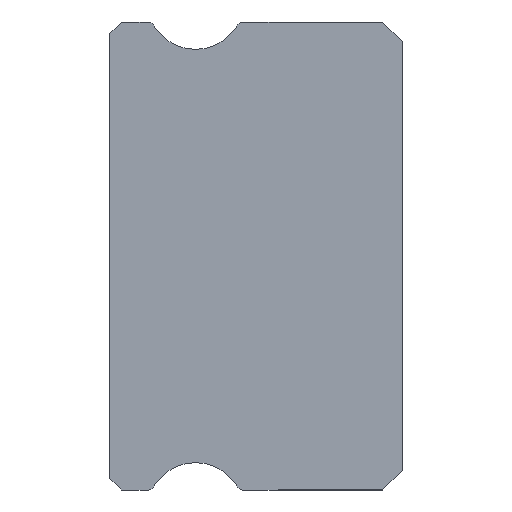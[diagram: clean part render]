
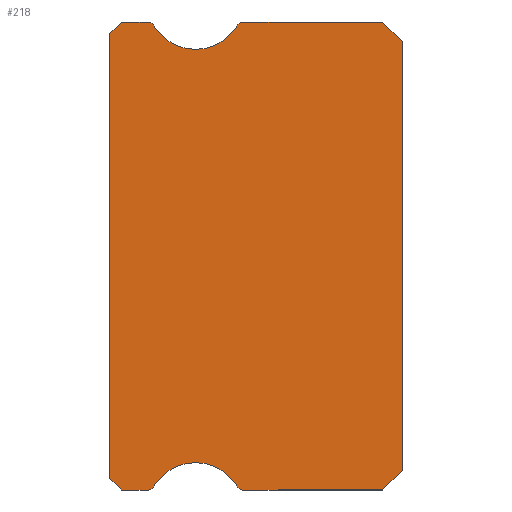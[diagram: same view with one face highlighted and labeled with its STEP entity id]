
A CAD part, left-side view. The second image highlights one B-rep face of the part: STEP entity #218.
In plain terms, the highlighted planar face has unit normal (-1, 0, 0).
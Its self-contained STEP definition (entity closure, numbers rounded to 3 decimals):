
#98 = CARTESIAN_POINT ( 'NONE',  ( -7.5, 4.088, 5.85 ) ) ;
#100 = VERTEX_POINT ( 'NONE', #457 ) ;
#113 = VERTEX_POINT ( 'NONE', #2210 ) ;
#145 = CARTESIAN_POINT ( 'NONE',  ( -7.5, 0., -5.5 ) ) ;
#169 = CARTESIAN_POINT ( 'NONE',  ( -7.5, 5.3, 5.3 ) ) ;
#177 = ORIENTED_EDGE ( 'NONE', *, *, #552, .T. ) ;
#180 = ORIENTED_EDGE ( 'NONE', *, *, #611, .F. ) ;
#194 = EDGE_CURVE ( 'NONE', #433, #328, #1322, .T. ) ;
#197 = VECTOR ( 'NONE', #2651, 1000. ) ;
#209 = CARTESIAN_POINT ( 'NONE',  ( -7.5, 6.512, -6. ) ) ;
#218 = ADVANCED_FACE ( 'NONE', ( #1606 ), #1184, .F. ) ;
#225 = ORIENTED_EDGE ( 'NONE', *, *, #2025, .F. ) ;
#252 = CARTESIAN_POINT ( 'NONE',  ( -7.5, 6.512, 5.85 ) ) ;
#268 = CARTESIAN_POINT ( 'NONE',  ( -7.5, 7.5, 5.85 ) ) ;
#269 = ORIENTED_EDGE ( 'NONE', *, *, #2221, .F. ) ;
#283 = AXIS2_PLACEMENT_3D ( 'NONE', #994, #963, #2288 ) ;
#305 = ORIENTED_EDGE ( 'NONE', *, *, #661, .T. ) ;
#314 = DIRECTION ( 'NONE',  ( 0., 0., -1. ) ) ;
#322 = CIRCLE ( 'NONE', #2684, 0.15 ) ;
#328 = VERTEX_POINT ( 'NONE', #781 ) ;
#360 = CIRCLE ( 'NONE', #1556, 1.25 ) ;
#381 = LINE ( 'NONE', #1898, #1285 ) ;
#392 = ORIENTED_EDGE ( 'NONE', *, *, #1692, .F. ) ;
#397 = EDGE_CURVE ( 'NONE', #2178, #1172, #1941, .T. ) ;
#417 = VECTOR ( 'NONE', #647, 1000. ) ;
#433 = VERTEX_POINT ( 'NONE', #478 ) ;
#457 = CARTESIAN_POINT ( 'NONE',  ( -7.5, 6.383, 5.925 ) ) ;
#467 = CIRCLE ( 'NONE', #283, 1.25 ) ;
#478 = CARTESIAN_POINT ( 'NONE',  ( -7.5, 0.5, 6. ) ) ;
#518 = CARTESIAN_POINT ( 'NONE',  ( -7.5, 4.217, 5.925 ) ) ;
#523 = LINE ( 'NONE', #1592, #2117 ) ;
#530 = VECTOR ( 'NONE', #902, 1000. ) ;
#532 = AXIS2_PLACEMENT_3D ( 'NONE', #98, #728, #713 ) ;
#552 = EDGE_CURVE ( 'NONE', #2696, #1764, #523, .T. ) ;
#594 = EDGE_CURVE ( 'NONE', #1414, #2178, #966, .T. ) ;
#611 = EDGE_CURVE ( 'NONE', #1660, #660, #2661, .T. ) ;
#647 = DIRECTION ( 'NONE',  ( 0., 0., 1. ) ) ;
#657 = DIRECTION ( 'NONE',  ( 1., 0., 0. ) ) ;
#660 = VERTEX_POINT ( 'NONE', #2159 ) ;
#661 = EDGE_CURVE ( 'NONE', #1764, #1465, #832, .T. ) ;
#671 = ORIENTED_EDGE ( 'NONE', *, *, #1511, .F. ) ;
#674 = DIRECTION ( 'NONE',  ( 0., 0., -1. ) ) ;
#711 = ORIENTED_EDGE ( 'NONE', *, *, #1363, .F. ) ;
#713 = DIRECTION ( 'NONE',  ( 0., 0., -1. ) ) ;
#728 = DIRECTION ( 'NONE',  ( 1., 0., 0. ) ) ;
#754 = ORIENTED_EDGE ( 'NONE', *, *, #594, .T. ) ;
#781 = CARTESIAN_POINT ( 'NONE',  ( -7.5, 0., 5.5 ) ) ;
#793 = VECTOR ( 'NONE', #1137, 1000. ) ;
#832 = LINE ( 'NONE', #1741, #2080 ) ;
#902 = DIRECTION ( 'NONE',  ( 0., 0.707, -0.707 ) ) ;
#912 = LINE ( 'NONE', #268, #417 ) ;
#932 = CARTESIAN_POINT ( 'NONE',  ( -7.5, 6.512, -5.85 ) ) ;
#937 = LINE ( 'NONE', #951, #2095 ) ;
#951 = CARTESIAN_POINT ( 'NONE',  ( -7.5, 0., 5.5 ) ) ;
#963 = DIRECTION ( 'NONE',  ( -1., 0., 0. ) ) ;
#966 = LINE ( 'NONE', #1833, #197 ) ;
#994 = CARTESIAN_POINT ( 'NONE',  ( -7.5, 5.3, 6.55 ) ) ;
#1013 = CIRCLE ( 'NONE', #2594, 0.15 ) ;
#1081 = CARTESIAN_POINT ( 'NONE',  ( -7.5, 4.088, -5.85 ) ) ;
#1084 = DIRECTION ( 'NONE',  ( -1., 0., 0. ) ) ;
#1132 = CARTESIAN_POINT ( 'NONE',  ( -7.5, 5.3, 6.55 ) ) ;
#1137 = DIRECTION ( 'NONE',  ( 0., -1., 0. ) ) ;
#1140 = CARTESIAN_POINT ( 'NONE',  ( -7.5, 7.5, 5.7 ) ) ;
#1158 = AXIS2_PLACEMENT_3D ( 'NONE', #2790, #1950, #674 ) ;
#1172 = VERTEX_POINT ( 'NONE', #1951 ) ;
#1184 = PLANE ( 'NONE',  #2521 ) ;
#1190 = ORIENTED_EDGE ( 'NONE', *, *, #194, .F. ) ;
#1191 = LINE ( 'NONE', #1630, #2825 ) ;
#1229 = ORIENTED_EDGE ( 'NONE', *, *, #2516, .F. ) ;
#1285 = VECTOR ( 'NONE', #2792, 1000. ) ;
#1290 = ORIENTED_EDGE ( 'NONE', *, *, #1906, .F. ) ;
#1294 = ORIENTED_EDGE ( 'NONE', *, *, #2063, .T. ) ;
#1313 = CARTESIAN_POINT ( 'NONE',  ( -7.5, 6.383, -5.925 ) ) ;
#1322 = LINE ( 'NONE', #2179, #2248 ) ;
#1345 = DIRECTION ( 'NONE',  ( 0., 0., -1. ) ) ;
#1361 = CARTESIAN_POINT ( 'NONE',  ( -7.5, 4.088, -6. ) ) ;
#1363 = EDGE_CURVE ( 'NONE', #2572, #1590, #381, .T. ) ;
#1380 = AXIS2_PLACEMENT_3D ( 'NONE', #252, #2189, #1771 ) ;
#1383 = CIRCLE ( 'NONE', #1158, 1.25 ) ;
#1414 = VERTEX_POINT ( 'NONE', #1560 ) ;
#1457 = DIRECTION ( 'NONE',  ( 0., 0., -1. ) ) ;
#1465 = VERTEX_POINT ( 'NONE', #209 ) ;
#1511 = EDGE_CURVE ( 'NONE', #660, #433, #1791, .T. ) ;
#1528 = ORIENTED_EDGE ( 'NONE', *, *, #1928, .F. ) ;
#1556 = AXIS2_PLACEMENT_3D ( 'NONE', #1132, #1084, #1994 ) ;
#1560 = CARTESIAN_POINT ( 'NONE',  ( -7.5, 6.512, 6. ) ) ;
#1573 = EDGE_CURVE ( 'NONE', #2696, #1172, #912, .T. ) ;
#1590 = VERTEX_POINT ( 'NONE', #2665 ) ;
#1592 = CARTESIAN_POINT ( 'NONE',  ( -7.5, 7.2, -6. ) ) ;
#1606 = FACE_OUTER_BOUND ( 'NONE', #2464, .T. ) ;
#1630 = CARTESIAN_POINT ( 'NONE',  ( -7.5, 6.512, -6. ) ) ;
#1642 = DIRECTION ( 'NONE',  ( 0., -1., 0. ) ) ;
#1660 = VERTEX_POINT ( 'NONE', #518 ) ;
#1692 = EDGE_CURVE ( 'NONE', #100, #1798, #467, .T. ) ;
#1741 = CARTESIAN_POINT ( 'NONE',  ( -7.5, 6.512, -6. ) ) ;
#1747 = CARTESIAN_POINT ( 'NONE',  ( -7.5, 7.2, 6. ) ) ;
#1764 = VERTEX_POINT ( 'NONE', #2122 ) ;
#1771 = DIRECTION ( 'NONE',  ( 0., 0., -1. ) ) ;
#1791 = LINE ( 'NONE', #2647, #793 ) ;
#1794 = DIRECTION ( 'NONE',  ( 0., -0.707, -0.707 ) ) ;
#1798 = VERTEX_POINT ( 'NONE', #169 ) ;
#1800 = CARTESIAN_POINT ( 'NONE',  ( -7.5, 7.5, -5.7 ) ) ;
#1833 = CARTESIAN_POINT ( 'NONE',  ( -7.5, 7.2, 6. ) ) ;
#1898 = CARTESIAN_POINT ( 'NONE',  ( -7.5, 0., -5.5 ) ) ;
#1906 = EDGE_CURVE ( 'NONE', #1414, #100, #2773, .T. ) ;
#1928 = EDGE_CURVE ( 'NONE', #1798, #1660, #360, .T. ) ;
#1941 = LINE ( 'NONE', #1140, #530 ) ;
#1946 = DIRECTION ( 'NONE',  ( 1., 0., 0. ) ) ;
#1950 = DIRECTION ( 'NONE',  ( -1., 0., 0. ) ) ;
#1951 = CARTESIAN_POINT ( 'NONE',  ( -7.5, 7.5, 5.7 ) ) ;
#1970 = DIRECTION ( 'NONE',  ( 0., -0.707, -0.707 ) ) ;
#1994 = DIRECTION ( 'NONE',  ( 0., 0., -1. ) ) ;
#2025 = EDGE_CURVE ( 'NONE', #1590, #2606, #1191, .T. ) ;
#2026 = DIRECTION ( 'NONE',  ( 0., 0., 1. ) ) ;
#2063 = EDGE_CURVE ( 'NONE', #2572, #328, #937, .T. ) ;
#2080 = VECTOR ( 'NONE', #1642, 1000. ) ;
#2095 = VECTOR ( 'NONE', #2026, 1000. ) ;
#2117 = VECTOR ( 'NONE', #1794, 1000. ) ;
#2122 = CARTESIAN_POINT ( 'NONE',  ( -7.5, 7.2, -6. ) ) ;
#2159 = CARTESIAN_POINT ( 'NONE',  ( -7.5, 4.088, 6. ) ) ;
#2178 = VERTEX_POINT ( 'NONE', #1747 ) ;
#2179 = CARTESIAN_POINT ( 'NONE',  ( -7.5, 0.5, 6. ) ) ;
#2189 = DIRECTION ( 'NONE',  ( 1., 0., 0. ) ) ;
#2210 = CARTESIAN_POINT ( 'NONE',  ( -7.5, 4.217, -5.925 ) ) ;
#2221 = EDGE_CURVE ( 'NONE', #113, #2736, #1383, .T. ) ;
#2248 = VECTOR ( 'NONE', #1970, 1000. ) ;
#2255 = ORIENTED_EDGE ( 'NONE', *, *, #1573, .F. ) ;
#2288 = DIRECTION ( 'NONE',  ( 0., 0., -1. ) ) ;
#2350 = ORIENTED_EDGE ( 'NONE', *, *, #2659, .F. ) ;
#2464 = EDGE_LOOP ( 'NONE', ( #2590, #2255, #177, #305, #2350, #269, #1229, #225, #711, #1294, #1190, #671, #180, #1528, #392, #1290, #754 ) ) ;
#2479 = CARTESIAN_POINT ( 'NONE',  ( -7.5, 6.512, 5.85 ) ) ;
#2490 = DIRECTION ( 'NONE',  ( 0., 1., 0. ) ) ;
#2516 = EDGE_CURVE ( 'NONE', #2606, #113, #1013, .T. ) ;
#2521 = AXIS2_PLACEMENT_3D ( 'NONE', #2479, #2678, #314 ) ;
#2572 = VERTEX_POINT ( 'NONE', #145 ) ;
#2590 = ORIENTED_EDGE ( 'NONE', *, *, #397, .T. ) ;
#2594 = AXIS2_PLACEMENT_3D ( 'NONE', #1081, #1946, #1457 ) ;
#2606 = VERTEX_POINT ( 'NONE', #1361 ) ;
#2647 = CARTESIAN_POINT ( 'NONE',  ( -7.5, 6.512, 6. ) ) ;
#2651 = DIRECTION ( 'NONE',  ( 0., 1., 0. ) ) ;
#2659 = EDGE_CURVE ( 'NONE', #2736, #1465, #322, .T. ) ;
#2661 = CIRCLE ( 'NONE', #532, 0.15 ) ;
#2665 = CARTESIAN_POINT ( 'NONE',  ( -7.5, 0.5, -6. ) ) ;
#2678 = DIRECTION ( 'NONE',  ( 1., 0., 0. ) ) ;
#2684 = AXIS2_PLACEMENT_3D ( 'NONE', #932, #657, #1345 ) ;
#2696 = VERTEX_POINT ( 'NONE', #1800 ) ;
#2736 = VERTEX_POINT ( 'NONE', #1313 ) ;
#2773 = CIRCLE ( 'NONE', #1380, 0.15 ) ;
#2790 = CARTESIAN_POINT ( 'NONE',  ( -7.5, 5.3, -6.55 ) ) ;
#2792 = DIRECTION ( 'NONE',  ( 0., 0.707, -0.707 ) ) ;
#2825 = VECTOR ( 'NONE', #2490, 1000. ) ;
